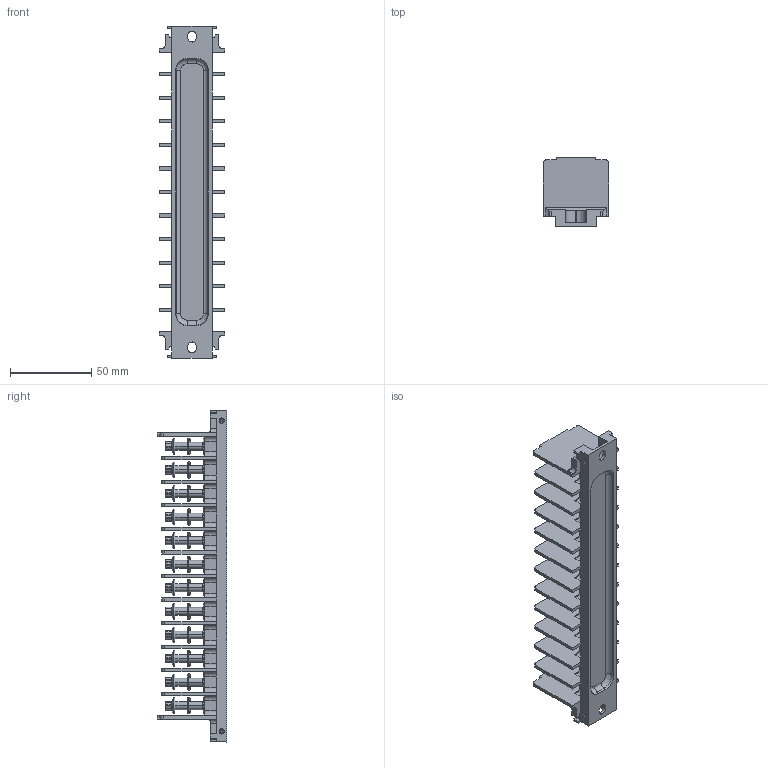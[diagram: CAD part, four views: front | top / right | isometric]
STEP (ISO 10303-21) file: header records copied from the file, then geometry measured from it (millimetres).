
FILE_DESCRIPTION((''),'2;1');
FILE_NAME('32405124004','2020-07-06T',('presta_be4'),(''),'CREO PARAMETRIC BY PTC INC, 2018360','CREO PARAMETRIC BY PTC INC, 2018360','');
FILE_SCHEMA(('CONFIG_CONTROL_DESIGN'));
Length unit declared in the file: millimetre
Products named in the file (1): 32405124004
Bounding box: 40 x 42.5 x 204.2 mm (x, y, z)
Volume: 78086.5 mm3; surface area: 59847.8 mm2
Topology: 13 solids, 13 shells, 1121 faces, 3058 edges, 1990 vertices
Faces by surface type: plane 557, cylinder 380, cone 132, torus 48, bspline 4
Entity records: 42216 total; most frequent: CARTESIAN_POINT 14855, ORIENTED_EDGE 6108, DIRECTION 5172, EDGE_CURVE 3054, VERTEX_POINT 1990, AXIS2_PLACEMENT_3D 1857, VECTOR 1458, LINE 1458
